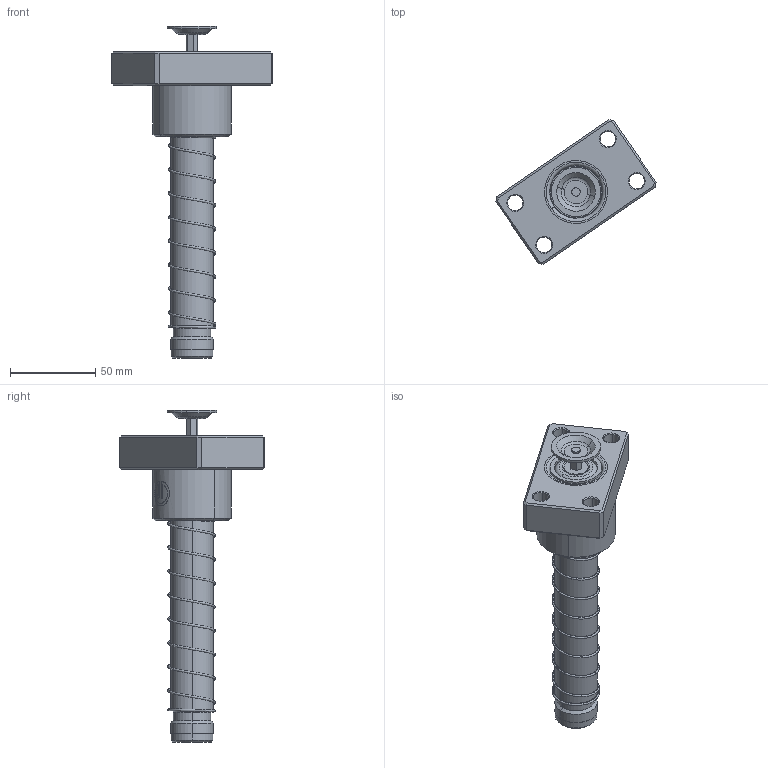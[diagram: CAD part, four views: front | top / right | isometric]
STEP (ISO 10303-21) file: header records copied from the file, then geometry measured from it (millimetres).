
FILE_DESCRIPTION (( 'STEP AP214' ), '1' );
FILE_NAME ('FMJH FMSH-D25-L180.STEP', '2021-09-16T07:06:58', ( '' ), ( '' ), 'SwSTEP 2.0', 'SolidWorks 2016', '' );
FILE_SCHEMA (( 'AUTOMOTIVE_DESIGN' ));
Length unit declared in the file: millimetre
Products named in the file (234): BALL-D3; GTM-29; MGM-D25-L180; BSH-D30.5-25.5-L50郪蚾; SAB-25; GTM-29郪蚾; FMJH FMSH-D25-L180; BSH-30.5-25.5-L50; HWP-D27.5-d25.5-L110; SAB-25-1; GTM-3-縐种; GTM-M12蹟簽
Assembly tree (226 placements, depth 3):
  BALL-D3
  BALL-D3
  BALL-D3
  BALL-D3
  BALL-D3
Bounding box: 94.14 x 84.91 x 195 mm (x, y, z)
Volume: 184580.3 mm3; surface area: 75837.7 mm2
Topology: 218 solids, 218 shells, 1033 faces, 4292 edges, 2851 vertices
Faces by surface type: sphere 840, plane 69, cylinder 56, cone 34, bspline 22, torus 12
Entity records: 46585 total; most frequent: CARTESIAN_POINT 26529, ORIENTED_EDGE 3522, DIRECTION 3042, EDGE_CURVE 1761, AXIS2_PLACEMENT_3D 1407, VERTEX_POINT 1151, EDGE_LOOP 1040, B_SPLINE_CURVE_WITH_KNOTS 936
